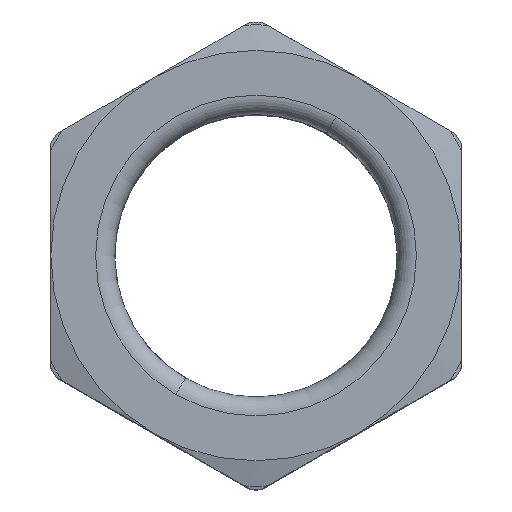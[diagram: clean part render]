
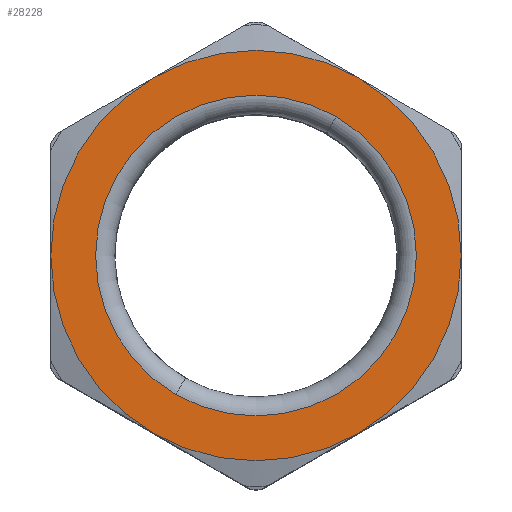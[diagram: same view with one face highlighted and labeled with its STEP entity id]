
A CAD part, top view. The second image highlights one B-rep face of the part: STEP entity #28228.
In plain terms, the highlighted face is planar.
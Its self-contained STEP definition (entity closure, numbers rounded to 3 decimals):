
#246 = CIRCLE ( 'NONE', #6075, 32.5 ) ;
#1471 = CARTESIAN_POINT ( 'NONE',  ( 28.146, 6., 16.25 ) ) ;
#1680 = FACE_OUTER_BOUND ( 'NONE', #25893, .T. ) ;
#1728 = VERTEX_POINT ( 'NONE', #19448 ) ;
#2884 = CARTESIAN_POINT ( 'NONE',  ( 0., 6., 0. ) ) ;
#3816 = EDGE_CURVE ( 'NONE', #9511, #21487, #5329, .T. ) ;
#4721 = CARTESIAN_POINT ( 'NONE',  ( 0., 6., 0. ) ) ;
#4865 = DIRECTION ( 'NONE',  ( 0., 0., -1. ) ) ;
#4923 = EDGE_CURVE ( 'NONE', #22226, #19911, #11121, .T. ) ;
#5084 = DIRECTION ( 'NONE',  ( 0., 0., 1. ) ) ;
#5329 = CIRCLE ( 'NONE', #16482, 32.5 ) ;
#5782 = CARTESIAN_POINT ( 'NONE',  ( 0., 6., 0. ) ) ;
#6070 = CARTESIAN_POINT ( 'NONE',  ( 0., 6., 0. ) ) ;
#6075 = AXIS2_PLACEMENT_3D ( 'NONE', #21299, #6880, #12047 ) ;
#6482 = CIRCLE ( 'NONE', #20545, 32.5 ) ;
#6496 = ORIENTED_EDGE ( 'NONE', *, *, #21330, .F. ) ;
#6880 = DIRECTION ( 'NONE',  ( 0., -1., 0. ) ) ;
#9511 = VERTEX_POINT ( 'NONE', #1471 ) ;
#10029 = DIRECTION ( 'NONE',  ( 0., -1., 0. ) ) ;
#10456 = DIRECTION ( 'NONE',  ( 0., 0., -1. ) ) ;
#10787 = DIRECTION ( 'NONE',  ( 0., 1., 0. ) ) ;
#11022 = EDGE_CURVE ( 'NONE', #1728, #22226, #14248, .T. ) ;
#11121 = CIRCLE ( 'NONE', #28063, 32.5 ) ;
#11191 = EDGE_LOOP ( 'NONE', ( #13703, #22649 ) ) ;
#11288 = VERTEX_POINT ( 'NONE', #13933 ) ;
#12047 = DIRECTION ( 'NONE',  ( 0., 0., -1. ) ) ;
#12669 = CARTESIAN_POINT ( 'NONE',  ( 0., 6., -32.5 ) ) ;
#12754 = AXIS2_PLACEMENT_3D ( 'NONE', #14624, #26013, #5084 ) ;
#12926 = DIRECTION ( 'NONE',  ( 0., 0., 1. ) ) ;
#13703 = ORIENTED_EDGE ( 'NONE', *, *, #23191, .T. ) ;
#13933 = CARTESIAN_POINT ( 'NONE',  ( -28.146, 6., 16.25 ) ) ;
#14207 = ORIENTED_EDGE ( 'NONE', *, *, #20225, .F. ) ;
#14248 = CIRCLE ( 'NONE', #18136, 32.5 ) ;
#14624 = CARTESIAN_POINT ( 'NONE',  ( 0., 6., 0. ) ) ;
#15157 = CARTESIAN_POINT ( 'NONE',  ( 0., 6., 0. ) ) ;
#15315 = DIRECTION ( 'NONE',  ( 0., -1., 0. ) ) ;
#15495 = FACE_BOUND ( 'NONE', #11191, .T. ) ;
#16270 = AXIS2_PLACEMENT_3D ( 'NONE', #2884, #10029, #25794 ) ;
#16482 = AXIS2_PLACEMENT_3D ( 'NONE', #6070, #21850, #29423 ) ;
#18136 = AXIS2_PLACEMENT_3D ( 'NONE', #4721, #21400, #4865 ) ;
#18646 = ORIENTED_EDGE ( 'NONE', *, *, #20191, .F. ) ;
#18721 = CARTESIAN_POINT ( 'NONE',  ( 0., 6., -25.4 ) ) ;
#19448 = CARTESIAN_POINT ( 'NONE',  ( -28.146, 6., -16.25 ) ) ;
#19508 = VERTEX_POINT ( 'NONE', #21029 ) ;
#19631 = EDGE_CURVE ( 'NONE', #21304, #19508, #21962, .T. ) ;
#19911 = VERTEX_POINT ( 'NONE', #23329 ) ;
#20051 = AXIS2_PLACEMENT_3D ( 'NONE', #24455, #10787, #12926 ) ;
#20191 = EDGE_CURVE ( 'NONE', #19911, #9511, #6482, .T. ) ;
#20225 = EDGE_CURVE ( 'NONE', #11288, #1728, #29735, .T. ) ;
#20545 = AXIS2_PLACEMENT_3D ( 'NONE', #22139, #15315, #26389 ) ;
#21029 = CARTESIAN_POINT ( 'NONE',  ( 0., 6., 25.4 ) ) ;
#21299 = CARTESIAN_POINT ( 'NONE',  ( 0., 6., 0. ) ) ;
#21304 = VERTEX_POINT ( 'NONE', #18721 ) ;
#21325 = DIRECTION ( 'NONE',  ( 0., 0., -1. ) ) ;
#21330 = EDGE_CURVE ( 'NONE', #21487, #11288, #246, .T. ) ;
#21400 = DIRECTION ( 'NONE',  ( 0., -1., 0. ) ) ;
#21487 = VERTEX_POINT ( 'NONE', #24723 ) ;
#21850 = DIRECTION ( 'NONE',  ( 0., -1., 0. ) ) ;
#21962 = CIRCLE ( 'NONE', #12754, 25.4 ) ;
#21994 = DIRECTION ( 'NONE',  ( 0., -1., 0. ) ) ;
#22139 = CARTESIAN_POINT ( 'NONE',  ( 0., 6., 0. ) ) ;
#22170 = PLANE ( 'NONE',  #20051 ) ;
#22226 = VERTEX_POINT ( 'NONE', #12669 ) ;
#22649 = ORIENTED_EDGE ( 'NONE', *, *, #19631, .T. ) ;
#23131 = ORIENTED_EDGE ( 'NONE', *, *, #11022, .F. ) ;
#23191 = EDGE_CURVE ( 'NONE', #19508, #21304, #29340, .T. ) ;
#23329 = CARTESIAN_POINT ( 'NONE',  ( 28.146, 6., -16.25 ) ) ;
#24455 = CARTESIAN_POINT ( 'NONE',  ( 0., 6., 0. ) ) ;
#24723 = CARTESIAN_POINT ( 'NONE',  ( 0., 6., 32.5 ) ) ;
#25794 = DIRECTION ( 'NONE',  ( 0., 0., 1. ) ) ;
#25851 = AXIS2_PLACEMENT_3D ( 'NONE', #15157, #21994, #10456 ) ;
#25893 = EDGE_LOOP ( 'NONE', ( #6496, #26882, #18646, #29573, #23131, #14207 ) ) ;
#26013 = DIRECTION ( 'NONE',  ( 0., -1., 0. ) ) ;
#26389 = DIRECTION ( 'NONE',  ( 0., 0., -1. ) ) ;
#26882 = ORIENTED_EDGE ( 'NONE', *, *, #3816, .F. ) ;
#28063 = AXIS2_PLACEMENT_3D ( 'NONE', #5782, #29289, #21325 ) ;
#28228 = ADVANCED_FACE ( 'NONE', ( #15495, #1680 ), #22170, .T. ) ;
#29289 = DIRECTION ( 'NONE',  ( 0., -1., 0. ) ) ;
#29340 = CIRCLE ( 'NONE', #16270, 25.4 ) ;
#29423 = DIRECTION ( 'NONE',  ( 0., 0., -1. ) ) ;
#29573 = ORIENTED_EDGE ( 'NONE', *, *, #4923, .F. ) ;
#29735 = CIRCLE ( 'NONE', #25851, 32.5 ) ;
